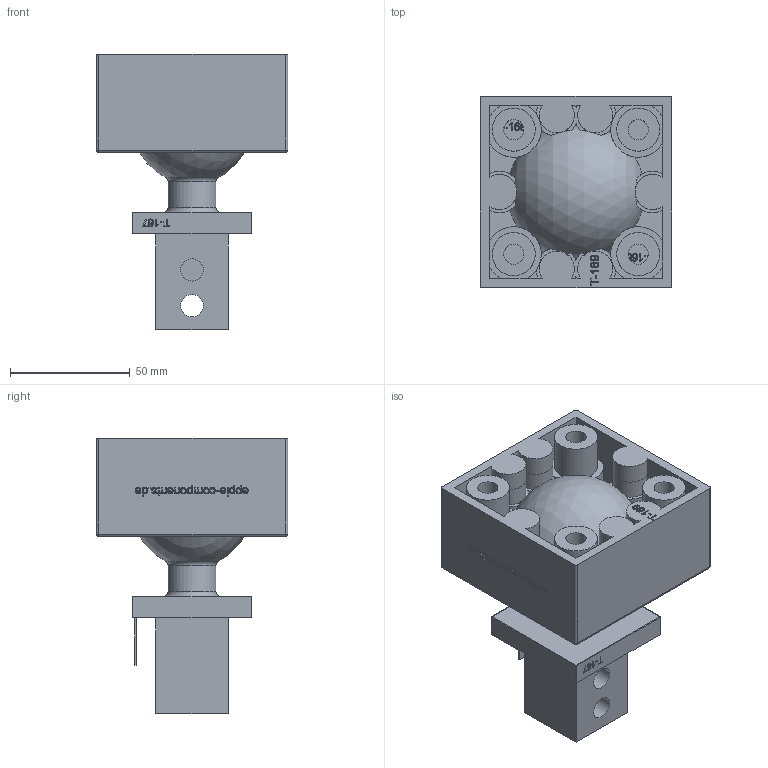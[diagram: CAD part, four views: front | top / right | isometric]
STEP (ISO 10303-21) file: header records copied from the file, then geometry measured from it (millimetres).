
FILE_DESCRIPTION(/* description */ ('Unknown'),/* implementation_level */ '2;1');
FILE_NAME(/* name */ 'A-0000090-Kugelverstellung',/* time_stamp */ '2020-03-19T15:48:12+01:00',/* author */ ('Unknown'),/* organization */ ('Unknown'),/* preprocessor_version */ 'ST-DEVELOPER v16.7',/* originating_system */ 'Solid Edge',/* authorisation */ 'Unknown');
FILE_SCHEMA (('AUTOMOTIVE_DESIGN {1 0 10303 214 3 1 1}'));
Length unit declared in the file: millimetre
Products named in the file (1): A-0000090-Kugelverstellung-dy
Bounding box: 80 x 80 x 115 mm (x, y, z)
Volume: 234955.9 mm3; surface area: 72958.9 mm2
Topology: 1 solids, 1 shells, 761 faces, 1898 edges, 1227 vertices
Faces by surface type: plane 498, cylinder 115, bspline 79, cone 42, torus 16, sphere 11
Full cylindrical faces by diameter (mm): 3.3 x4, 3.5 x2, 7 x2, 8.4 x4, 9.4 x2, 10 x6, 11 x7, 15 x4, 18 x4, 20 x1
Entity records: 26261 total; most frequent: CARTESIAN_POINT 8877, ORIENTED_EDGE 3578, DIRECTION 3319, EDGE_CURVE 1789, VERTEX_POINT 1204, LINE 1183, VECTOR 1183, AXIS2_PLACEMENT_3D 1068
